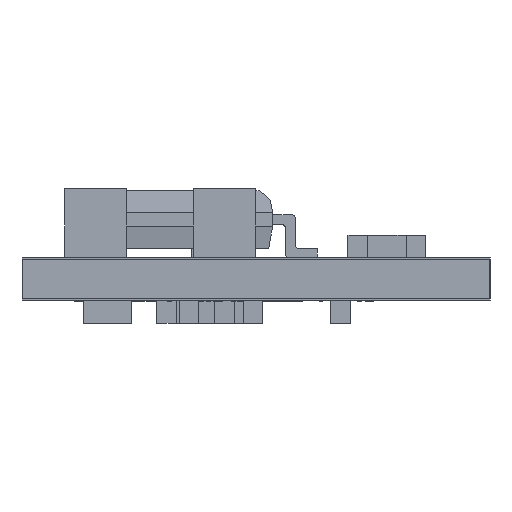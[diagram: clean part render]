
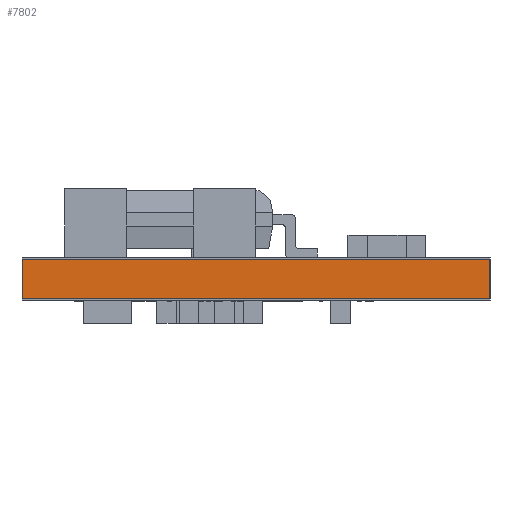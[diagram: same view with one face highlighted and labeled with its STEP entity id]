
A CAD part, left-side view. The second image highlights one B-rep face of the part: STEP entity #7802.
In plain terms, the highlighted planar face has unit normal (-1, 0, 0).
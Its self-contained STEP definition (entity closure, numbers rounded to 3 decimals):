
#7802=ADVANCED_FACE('',(#11241),#11242,.T.);
#11241=FACE_OUTER_BOUND('',#15659,.T.);
#11242=PLANE('',#15660);
#15659=EDGE_LOOP('',(#28034,#28035,#28036,#28037));
#15660=AXIS2_PLACEMENT_3D('',#28038,#28039,#28040);
#28034=ORIENTED_EDGE('',*,*,#32761,.F.);
#28035=ORIENTED_EDGE('',*,*,#32771,.T.);
#28036=ORIENTED_EDGE('',*,*,#32767,.T.);
#28037=ORIENTED_EDGE('',*,*,#32770,.F.);
#28038=CARTESIAN_POINT('',(213.36,245.745,0.0));
#28039=DIRECTION('',(-1.0,0.0,0.0));
#28040=DIRECTION('',(0.0,-0.0,1.0));
#32761=EDGE_CURVE('',#40303,#40305,#40306,.T.);
#32767=EDGE_CURVE('',#40311,#40315,#40317,.T.);
#32770=EDGE_CURVE('',#40305,#40315,#40320,.T.);
#32771=EDGE_CURVE('',#40303,#40311,#40321,.T.);
#40303=VERTEX_POINT('',#49921);
#40305=VERTEX_POINT('',#49924);
#40306=LINE('',#49925,#49926);
#40311=VERTEX_POINT('',#49933);
#40315=VERTEX_POINT('',#49939);
#40317=LINE('',#49942,#49943);
#40320=LINE('',#49948,#49949);
#40321=LINE('',#49950,#49951);
#49921=CARTESIAN_POINT('',(213.36,245.745,1.016));
#49924=CARTESIAN_POINT('',(213.36,233.68,1.016));
#49925=CARTESIAN_POINT('',(213.36,239.713,1.016));
#49926=VECTOR('',#55996,1.0);
#49933=CARTESIAN_POINT('',(213.36,245.745,0.0));
#49939=CARTESIAN_POINT('',(213.36,233.68,0.0));
#49942=CARTESIAN_POINT('',(213.36,245.745,0.0));
#49943=VECTOR('',#56002,1.0);
#49948=CARTESIAN_POINT('',(213.36,233.68,0.508));
#49949=VECTOR('',#56005,1.0);
#49950=CARTESIAN_POINT('',(213.36,245.745,0.508));
#49951=VECTOR('',#56006,1.0);
#55996=DIRECTION('',(0.0,-1.0,0.0));
#56002=DIRECTION('',(0.0,-1.0,0.0));
#56005=DIRECTION('',(-0.0,-0.0,-1.0));
#56006=DIRECTION('',(-0.0,-0.0,-1.0));
